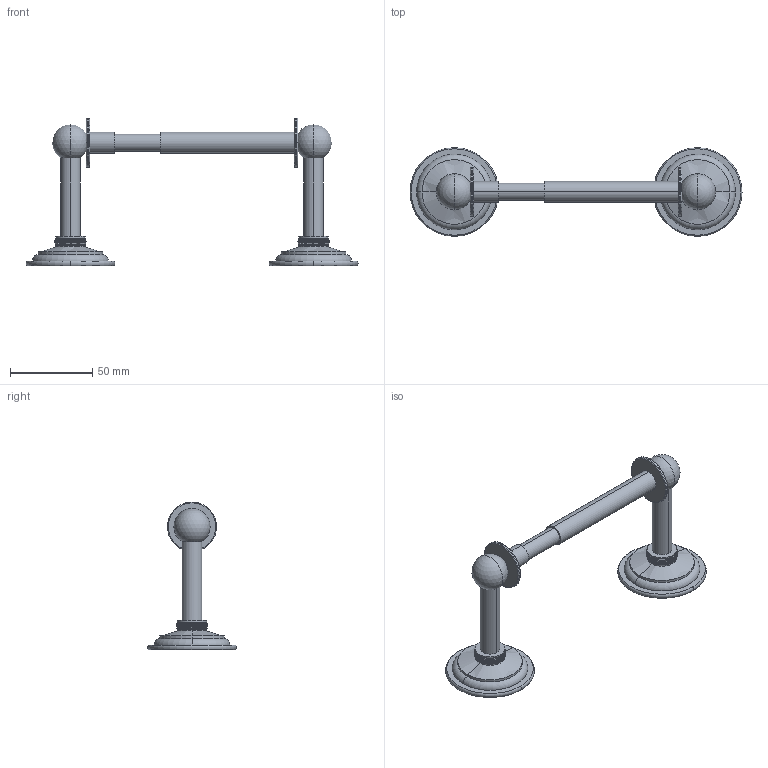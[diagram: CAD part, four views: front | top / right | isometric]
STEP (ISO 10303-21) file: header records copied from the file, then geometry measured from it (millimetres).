
FILE_DESCRIPTION((''),'2;1');
FILE_NAME('1600-1500','2025-04-21T18:14:34',('SwamiS'),(''),'CREO PARAMETRIC BY PTC INC, 2023134','CREO PARAMETRIC BY PTC INC, 2023134','');
FILE_SCHEMA(('CONFIG_CONTROL_DESIGN'));
Length unit declared in the file: inch
Products named in the file (1): 1600-1500
Bounding box: 202.01 x 54 x 89.99 mm (x, y, z)
Volume: 70742.2 mm3; surface area: 30699.5 mm2
Topology: 4 solids, 4 shells, 590 faces, 1018 edges, 441 vertices
Faces by surface type: plane 338, bspline 164, cylinder 48, torus 20, cone 16, sphere 4
Entity records: 17450 total; most frequent: CARTESIAN_POINT 7579, ORIENTED_EDGE 2016, DIRECTION 2004, EDGE_CURVE 1008, AXIS2_PLACEMENT_3D 890, EDGE_LOOP 605, FACE_OUTER_BOUND 590, ADVANCED_FACE 590
